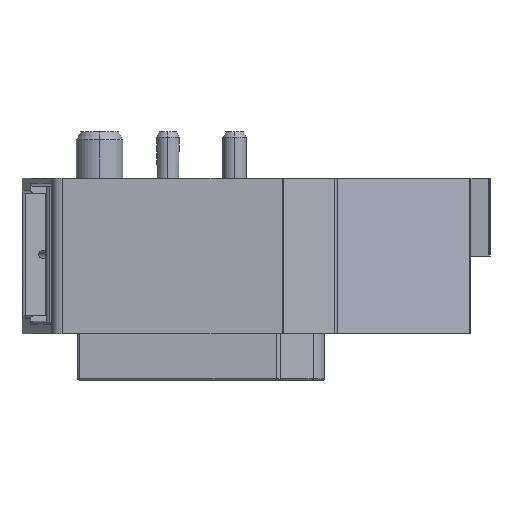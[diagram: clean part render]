
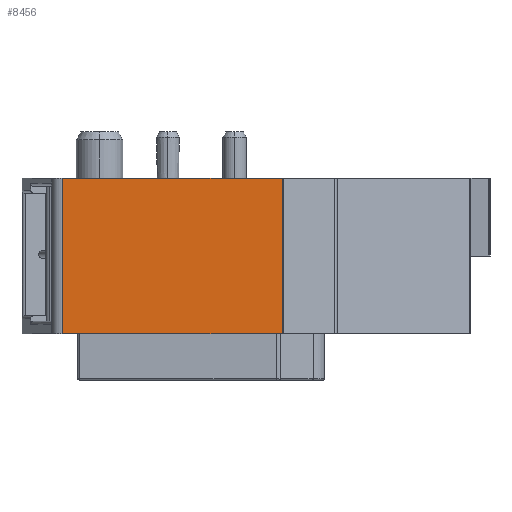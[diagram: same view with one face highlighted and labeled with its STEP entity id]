
A CAD part, left-side view. The second image highlights one B-rep face of the part: STEP entity #8456.
In plain terms, the highlighted planar face has unit normal (-1, 0, 0).
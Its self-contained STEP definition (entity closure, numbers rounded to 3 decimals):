
#1652=DIRECTION('',(0.,0.,-1.));
#1653=VECTOR('',#1652,10.);
#1654=CARTESIAN_POINT('',(-16.1,3.526,10.));
#1655=LINE('',#1654,#1653);
#1656=DIRECTION('',(0.,1.,0.));
#1657=VECTOR('',#1656,14.175);
#1658=CARTESIAN_POINT('',(-16.1,3.526,0.));
#1659=LINE('',#1658,#1657);
#1660=DIRECTION('',(0.,0.,1.));
#1661=VECTOR('',#1660,10.);
#1662=CARTESIAN_POINT('',(-16.1,17.701,0.));
#1663=LINE('',#1662,#1661);
#1664=DIRECTION('',(0.,-1.,0.));
#1665=VECTOR('',#1664,14.175);
#1666=CARTESIAN_POINT('',(-16.1,17.701,10.));
#1667=LINE('',#1666,#1665);
#4823=CARTESIAN_POINT('',(-16.1,17.701,0.));
#4824=VERTEX_POINT('',#4823);
#4825=CARTESIAN_POINT('',(-16.1,3.526,0.));
#4826=VERTEX_POINT('',#4825);
#5322=CARTESIAN_POINT('',(-16.1,3.526,10.));
#5323=VERTEX_POINT('',#5322);
#5324=CARTESIAN_POINT('',(-16.1,17.701,10.));
#5325=VERTEX_POINT('',#5324);
#8444=CARTESIAN_POINT('',(-16.1,10.614,5.));
#8445=DIRECTION('',(1.,0.,0.));
#8446=DIRECTION('',(0.,-1.,0.));
#8447=AXIS2_PLACEMENT_3D('',#8444,#8445,#8446);
#8448=PLANE('',#8447);
#8449=ORIENTED_EDGE('',*,*,#8430,.T.);
#8450=ORIENTED_EDGE('',*,*,#6054,.T.);
#8452=ORIENTED_EDGE('',*,*,#8451,.T.);
#8453=ORIENTED_EDGE('',*,*,#7415,.T.);
#8454=EDGE_LOOP('',(#8449,#8450,#8452,#8453));
#8455=FACE_OUTER_BOUND('',#8454,.F.);
#6054=EDGE_CURVE('',#4826,#4824,#1659,.T.);
#7415=EDGE_CURVE('',#5325,#5323,#1667,.T.);
#8430=EDGE_CURVE('',#5323,#4826,#1655,.T.);
#8451=EDGE_CURVE('',#4824,#5325,#1663,.T.);
#8456=ADVANCED_FACE('',(#8455),#8448,.F.);
